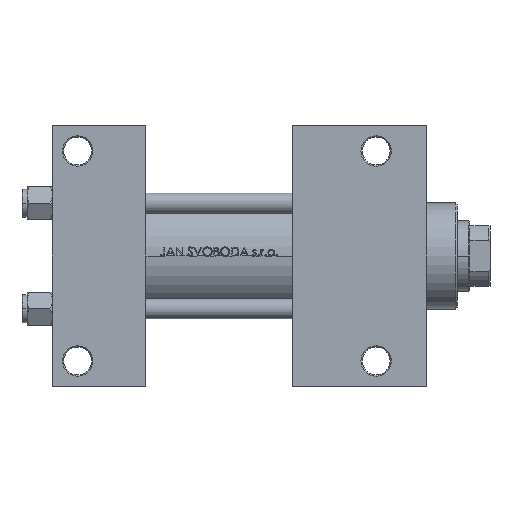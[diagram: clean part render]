
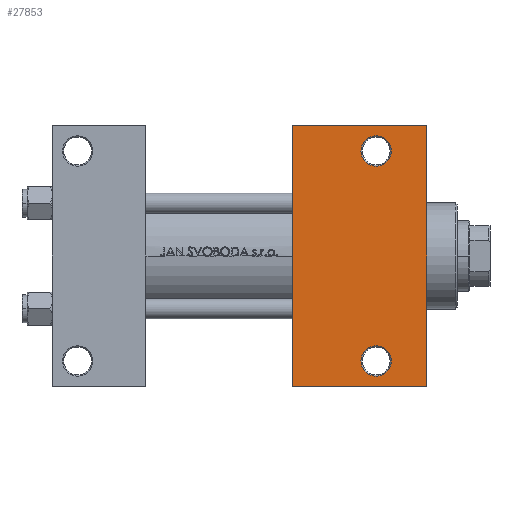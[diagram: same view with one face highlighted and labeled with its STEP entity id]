
A CAD part, front view. The second image highlights one B-rep face of the part: STEP entity #27853.
In plain terms, the highlighted face is planar.
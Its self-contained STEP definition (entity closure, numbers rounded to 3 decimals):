
#758 = CARTESIAN_POINT ( 'NONE',  ( 148., 30., -30. ) ) ;
#2368 = EDGE_CURVE ( 'NONE', #10193, #16261, #39569, .T. ) ;
#3089 = CARTESIAN_POINT ( 'NONE',  ( 95., 30., -30. ) ) ;
#4366 = FACE_BOUND ( 'NONE', #9741, .T. ) ;
#5141 = CARTESIAN_POINT ( 'NONE',  ( 95., 51.5, -30. ) ) ;
#6655 = LINE ( 'NONE', #40325, #37513 ) ;
#6693 = LINE ( 'NONE', #3089, #15887 ) ;
#7326 = AXIS2_PLACEMENT_3D ( 'NONE', #12115, #42816, #45303 ) ;
#7489 = EDGE_CURVE ( 'NONE', #23877, #12627, #47316, .T. ) ;
#7744 = DIRECTION ( 'NONE',  ( 0., 0., -1. ) ) ;
#8110 = EDGE_CURVE ( 'NONE', #16261, #10193, #15842, .T. ) ;
#8706 = PLANE ( 'NONE',  #12497 ) ;
#8985 = EDGE_CURVE ( 'NONE', #42811, #13865, #6693, .T. ) ;
#9198 = EDGE_CURVE ( 'NONE', #12627, #23877, #27410, .T. ) ;
#9707 = AXIS2_PLACEMENT_3D ( 'NONE', #26664, #16328, #12934 ) ;
#9741 = EDGE_LOOP ( 'NONE', ( #46031, #41092 ) ) ;
#10193 = VERTEX_POINT ( 'NONE', #42754 ) ;
#11348 = DIRECTION ( 'NONE',  ( 0., 0., 1. ) ) ;
#12115 = CARTESIAN_POINT ( 'NONE',  ( 128., 41.5, -30. ) ) ;
#12497 = AXIS2_PLACEMENT_3D ( 'NONE', #758, #7744, #30123 ) ;
#12627 = VERTEX_POINT ( 'NONE', #15677 ) ;
#12636 = ORIENTED_EDGE ( 'NONE', *, *, #39461, .T. ) ;
#12934 = DIRECTION ( 'NONE',  ( 0., 1., 0. ) ) ;
#13857 = EDGE_CURVE ( 'NONE', #27020, #26258, #6655, .T. ) ;
#13865 = VERTEX_POINT ( 'NONE', #32889 ) ;
#14172 = ORIENTED_EDGE ( 'NONE', *, *, #30698, .T. ) ;
#15677 = CARTESIAN_POINT ( 'NONE',  ( 122.001, 41.5, -30. ) ) ;
#15842 = CIRCLE ( 'NONE', #21199, 6. ) ;
#15887 = VECTOR ( 'NONE', #47130, 1000. ) ;
#16237 = LINE ( 'NONE', #5141, #19330 ) ;
#16261 = VERTEX_POINT ( 'NONE', #22490 ) ;
#16328 = DIRECTION ( 'NONE',  ( 0., 0., 1. ) ) ;
#17281 = DIRECTION ( 'NONE',  ( 0., -1., 0. ) ) ;
#19062 = FACE_OUTER_BOUND ( 'NONE', #43094, .T. ) ;
#19330 = VECTOR ( 'NONE', #34499, 1000. ) ;
#21199 = AXIS2_PLACEMENT_3D ( 'NONE', #26384, #43944, #41038 ) ;
#21933 = CARTESIAN_POINT ( 'NONE',  ( 128., -41.5, -30. ) ) ;
#22178 = CARTESIAN_POINT ( 'NONE',  ( 95., 51.5, -30. ) ) ;
#22490 = CARTESIAN_POINT ( 'NONE',  ( 122., -41.5, -30. ) ) ;
#23877 = VERTEX_POINT ( 'NONE', #41657 ) ;
#24074 = LINE ( 'NONE', #35364, #45980 ) ;
#26258 = VERTEX_POINT ( 'NONE', #27386 ) ;
#26384 = CARTESIAN_POINT ( 'NONE',  ( 128., -41.5, -30. ) ) ;
#26664 = CARTESIAN_POINT ( 'NONE',  ( 128., 41.5, -30. ) ) ;
#27020 = VERTEX_POINT ( 'NONE', #30349 ) ;
#27386 = CARTESIAN_POINT ( 'NONE',  ( 148., -51.5, -30. ) ) ;
#27410 = CIRCLE ( 'NONE', #9707, 5.999 ) ;
#27853 = ADVANCED_FACE ( 'NONE', ( #41658, #4366, #19062 ), #8706, .T. ) ;
#30123 = DIRECTION ( 'NONE',  ( 0., 1., 0. ) ) ;
#30349 = CARTESIAN_POINT ( 'NONE',  ( 148., 51.5, -30. ) ) ;
#30698 = EDGE_CURVE ( 'NONE', #26258, #13865, #24074, .T. ) ;
#30748 = ORIENTED_EDGE ( 'NONE', *, *, #9198, .T. ) ;
#32889 = CARTESIAN_POINT ( 'NONE',  ( 95., -51.5, -30. ) ) ;
#33724 = ORIENTED_EDGE ( 'NONE', *, *, #7489, .T. ) ;
#34499 = DIRECTION ( 'NONE',  ( 1., 0., 0. ) ) ;
#35364 = CARTESIAN_POINT ( 'NONE',  ( 95., -51.5, -30. ) ) ;
#35747 = AXIS2_PLACEMENT_3D ( 'NONE', #21933, #11348, #40443 ) ;
#37513 = VECTOR ( 'NONE', #17281, 1000. ) ;
#39461 = EDGE_CURVE ( 'NONE', #42811, #27020, #16237, .T. ) ;
#39569 = CIRCLE ( 'NONE', #35747, 6. ) ;
#40325 = CARTESIAN_POINT ( 'NONE',  ( 148., 30., -30. ) ) ;
#40443 = DIRECTION ( 'NONE',  ( 0., 1., 0. ) ) ;
#40850 = ORIENTED_EDGE ( 'NONE', *, *, #8985, .F. ) ;
#41038 = DIRECTION ( 'NONE',  ( 0., 1., 0. ) ) ;
#41092 = ORIENTED_EDGE ( 'NONE', *, *, #2368, .T. ) ;
#41657 = CARTESIAN_POINT ( 'NONE',  ( 133.999, 41.5, -30. ) ) ;
#41658 = FACE_BOUND ( 'NONE', #46552, .T. ) ;
#42345 = DIRECTION ( 'NONE',  ( -1., 0., 0. ) ) ;
#42754 = CARTESIAN_POINT ( 'NONE',  ( 134., -41.5, -30. ) ) ;
#42811 = VERTEX_POINT ( 'NONE', #22178 ) ;
#42816 = DIRECTION ( 'NONE',  ( 0., 0., 1. ) ) ;
#43094 = EDGE_LOOP ( 'NONE', ( #40850, #12636, #43148, #14172 ) ) ;
#43148 = ORIENTED_EDGE ( 'NONE', *, *, #13857, .T. ) ;
#43944 = DIRECTION ( 'NONE',  ( 0., 0., 1. ) ) ;
#45303 = DIRECTION ( 'NONE',  ( 0., 1., 0. ) ) ;
#45980 = VECTOR ( 'NONE', #42345, 1000. ) ;
#46031 = ORIENTED_EDGE ( 'NONE', *, *, #8110, .T. ) ;
#46552 = EDGE_LOOP ( 'NONE', ( #30748, #33724 ) ) ;
#47130 = DIRECTION ( 'NONE',  ( 0., -1., 0. ) ) ;
#47316 = CIRCLE ( 'NONE', #7326, 5.999 ) ;
